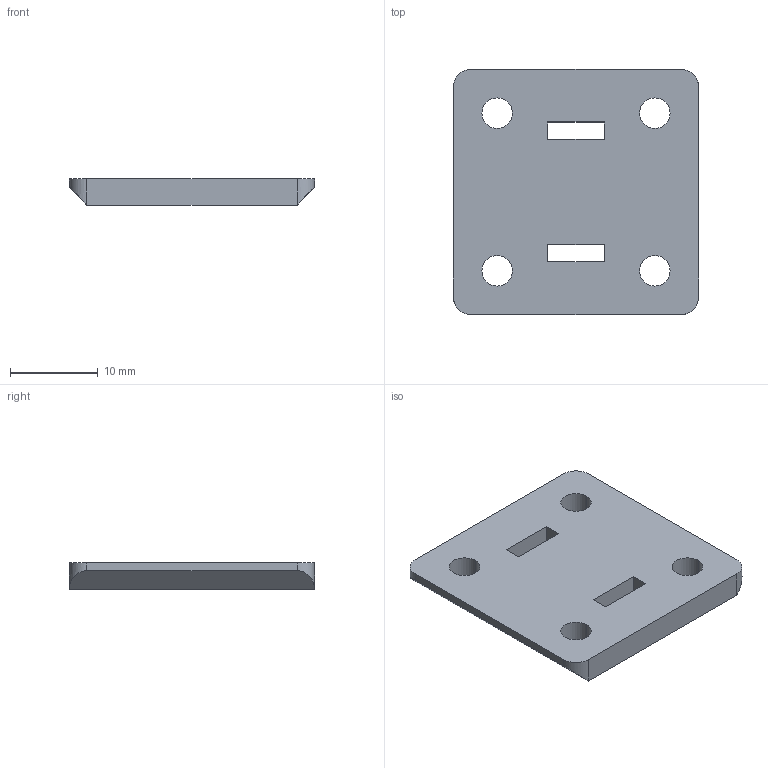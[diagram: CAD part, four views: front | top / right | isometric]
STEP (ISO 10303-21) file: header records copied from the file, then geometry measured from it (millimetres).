
FILE_DESCRIPTION (( 'STEP AP214' ), '1' );
FILE_NAME ('Small_Linear_Bearing_Holder.STEP', '2025-01-25T20:39:24', ( '' ), ( '' ), 'SwSTEP 2.0', 'SolidWorks 2022', '' );
FILE_SCHEMA (( 'AUTOMOTIVE_DESIGN' ));
Length unit declared in the file: millimetre
Products named in the file (1): Small_Linear_Bearing_Holder
Bounding box: 28 x 28 x 3 mm (x, y, z)
Volume: 2036 mm3; surface area: 1923 mm2
Topology: 1 solids, 1 shells, 28 faces, 74 edges, 48 vertices
Faces by surface type: plane 16, cylinder 12
Entity records: 924 total; most frequent: CARTESIAN_POINT 163, DIRECTION 148, ORIENTED_EDGE 148, EDGE_CURVE 74, LINE 50, VECTOR 50, AXIS2_PLACEMENT_3D 49, VERTEX_POINT 48
